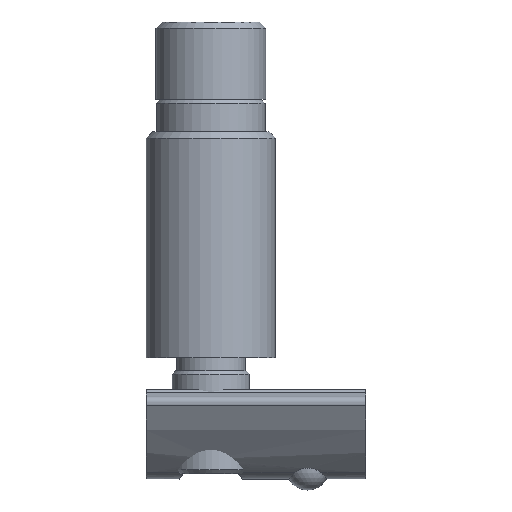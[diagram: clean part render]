
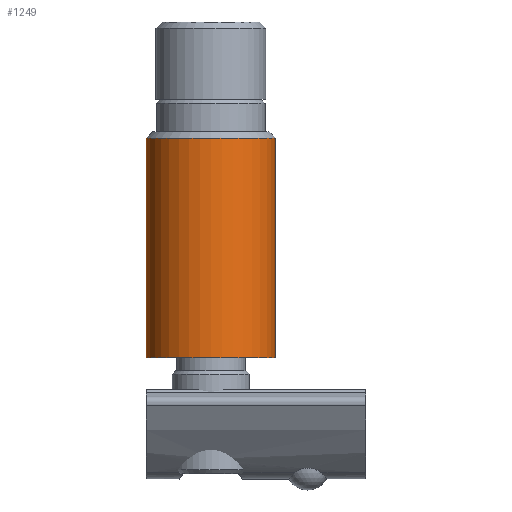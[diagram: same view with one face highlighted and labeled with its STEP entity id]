
A CAD part, left-side view. The second image highlights one B-rep face of the part: STEP entity #1249.
In plain terms, the highlighted cylindrical face has radius 5 mm (diameter 10 mm), a full revolution.
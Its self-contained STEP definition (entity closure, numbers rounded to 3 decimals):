
#110=FACE_OUTER_BOUND('',#184,.T.);
#184=EDGE_LOOP('',(#876,#877,#878,#879,#880));
#276=LINE('',#2034,#369);
#369=VECTOR('',#1602,5.);
#466=CIRCLE('',#1394,5.);
#467=CIRCLE('',#1395,5.);
#468=CIRCLE('',#1396,5.);
#556=VERTEX_POINT('',#2031);
#557=VERTEX_POINT('',#2033);
#558=VERTEX_POINT('',#2035);
#682=EDGE_CURVE('',#556,#556,#466,.T.);
#683=EDGE_CURVE('',#556,#557,#276,.T.);
#684=EDGE_CURVE('',#558,#557,#467,.T.);
#685=EDGE_CURVE('',#557,#558,#468,.T.);
#876=ORIENTED_EDGE('',*,*,#682,.F.);
#877=ORIENTED_EDGE('',*,*,#683,.T.);
#878=ORIENTED_EDGE('',*,*,#684,.F.);
#879=ORIENTED_EDGE('',*,*,#685,.F.);
#880=ORIENTED_EDGE('',*,*,#683,.F.);
#1217=CYLINDRICAL_SURFACE('',#1393,5.);
#1249=ADVANCED_FACE('',(#110),#1217,.T.);
#1393=AXIS2_PLACEMENT_3D('',#2030,#1598,#1599);
#1394=AXIS2_PLACEMENT_3D('',#2032,#1600,#1601);
#1395=AXIS2_PLACEMENT_3D('',#2036,#1603,#1604);
#1396=AXIS2_PLACEMENT_3D('',#2037,#1605,#1606);
#1598=DIRECTION('center_axis',(0.,-1.,0.));
#1599=DIRECTION('ref_axis',(1.,0.,0.));
#1600=DIRECTION('center_axis',(0.,-1.,0.));
#1601=DIRECTION('ref_axis',(1.,0.,0.));
#1602=DIRECTION('',(0.,1.,0.));
#1603=DIRECTION('center_axis',(0.,1.,0.));
#1604=DIRECTION('ref_axis',(-1.,0.,0.));
#1605=DIRECTION('center_axis',(0.,1.,0.));
#1606=DIRECTION('ref_axis',(-1.,0.,0.));
#2030=CARTESIAN_POINT('Origin',(-19.861,1.148,0.));
#2031=CARTESIAN_POINT('',(-24.861,-7.602,0.));
#2032=CARTESIAN_POINT('Origin',(-19.861,-7.602,0.));
#2033=CARTESIAN_POINT('',(-24.861,9.398,0.));
#2034=CARTESIAN_POINT('',(-24.861,1.148,0.));
#2035=CARTESIAN_POINT('',(-14.861,9.398,0.));
#2036=CARTESIAN_POINT('Origin',(-19.861,9.398,0.));
#2037=CARTESIAN_POINT('Origin',(-19.861,9.398,0.));
